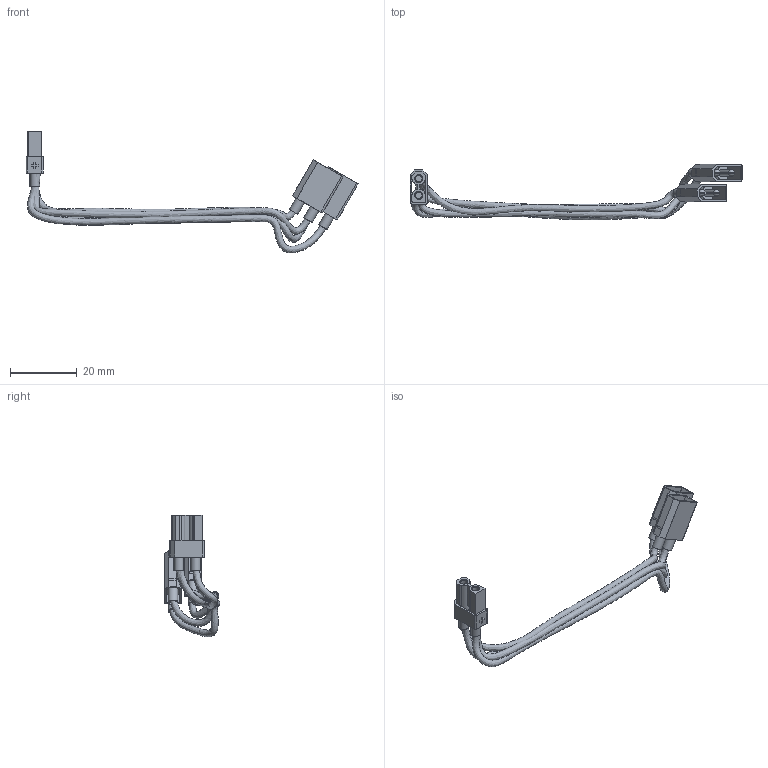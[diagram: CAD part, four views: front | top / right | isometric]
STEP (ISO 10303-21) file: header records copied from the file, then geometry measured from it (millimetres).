
FILE_DESCRIPTION(/* description */ (''),/* implementation_level */ '2;1');
FILE_NAME(/* name */ 'Electro_Wiring_Second_floor_assembly_v1.step',/* time_stamp */ '2022-03-30T13:25:30+04:00',/* author */ (''),/* organization */ (''),/* preprocessor_version */ 'ST-DEVELOPER v18.1',/* originating_system */ 'Autodesk Translation Framework v10.14.0.1471',/* authorisation */ '');
FILE_SCHEMA (('AUTOMOTIVE_DESIGN { 1 0 10303 214 3 1 1 }'));
Length unit declared in the file: millimetre
Products named in the file (12): Electro Wiring Second floor assembly; XT30 Female Connector v3 (1); XT30 Female Connector (1); XT30_Stecker (2); XT30 Male Connector v2; XT30 Male Connector; XT30_Stecker; XT30_Buchse (1); XT30_Buchse; XT30 Female Connector v3; XT30 Female Connector; XT30_Stecker (1)
Assembly tree (11 placements, depth 5):
  Electro Wiring Second floor assembly
    XT30 Female Connector v3 (1)
      XT30 Female Connector (1)
        XT30_Stecker (2)
    XT30 Male Connector v2
      XT30 Male Connector
        XT30_Stecker
        XT30_Buchse (1)
          XT30_Buchse
    XT30 Female Connector v3
      XT30 Female Connector
        XT30_Stecker (1)
Bounding box: 99.67 x 16.72 x 36.54 mm (x, y, z)
Volume: 2365.6 mm3; surface area: 6289.1 mm2
Topology: 13 solids, 13 shells, 512 faces, 1252 edges, 726 vertices
Faces by surface type: cylinder 232, plane 190, sphere 44, bspline 24, torus 20, cone 2
Full cylindrical faces by diameter (mm): 1.65 x6, 2 x12, 2.5 x6, 2.9 x6
Entity records: 20636 total; most frequent: CARTESIAN_POINT 8301, DIRECTION 2696, ORIENTED_EDGE 2392, EDGE_CURVE 1196, AXIS2_PLACEMENT_3D 1025, VERTEX_POINT 726, LINE 646, VECTOR 646
